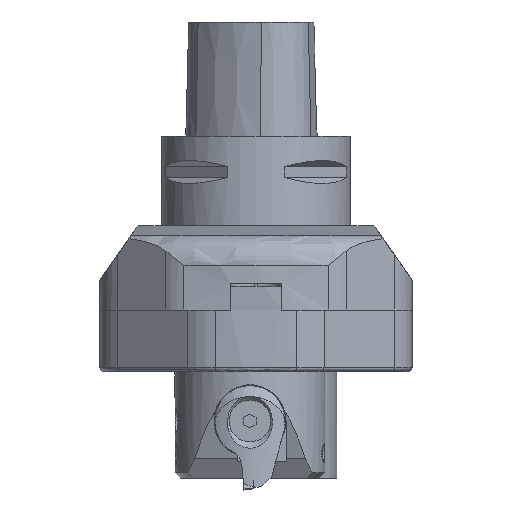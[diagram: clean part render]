
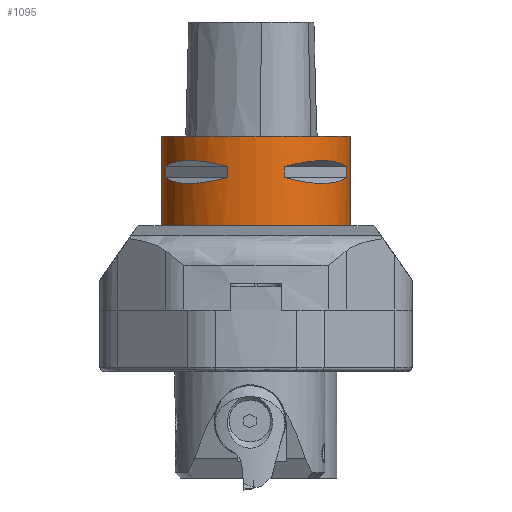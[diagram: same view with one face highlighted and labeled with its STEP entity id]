
A CAD part, left-side view. The second image highlights one B-rep face of the part: STEP entity #1095.
In plain terms, the highlighted cylindrical face has radius 31.5 mm (diameter 63 mm), a full revolution.
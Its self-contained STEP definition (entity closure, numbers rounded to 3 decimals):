
#1095=ADVANCED_FACE('',(#3268,#3269,#3270,#3271,#3272,#3273),#1555,.T.);
#1555=CYLINDRICAL_SURFACE('',#8767,31.5);
#1628=ELLIPSE('',#8758,36.373,31.5);
#1629=ELLIPSE('',#8759,36.373,31.5);
#1630=ELLIPSE('',#8760,36.373,31.5);
#1631=ELLIPSE('',#8761,36.373,31.5);
#1632=ELLIPSE('',#8763,36.373,31.5);
#1633=ELLIPSE('',#8764,36.373,31.5);
#1634=ELLIPSE('',#8765,36.373,31.5);
#1635=ELLIPSE('',#8766,36.373,31.5);
#1662=LINE('',#12035,#2465);
#1663=LINE('',#12040,#2466);
#1664=LINE('',#12043,#2467);
#1665=LINE('',#12048,#2468);
#1666=LINE('',#12053,#2469);
#1667=LINE('',#12058,#2470);
#1668=LINE('',#12061,#2471);
#1669=LINE('',#12066,#2472);
#2465=VECTOR('',#9587,1.);
#2466=VECTOR('',#9590,1.);
#2467=VECTOR('',#9593,1.);
#2468=VECTOR('',#9596,1.);
#2469=VECTOR('',#9601,1.);
#2470=VECTOR('',#9604,1.);
#2471=VECTOR('',#9607,1.);
#2472=VECTOR('',#9610,1.);
#3268=FACE_BOUND('',#3382,.T.);
#3269=FACE_BOUND('',#3383,.T.);
#3270=FACE_BOUND('',#3384,.T.);
#3271=FACE_BOUND('',#3385,.T.);
#3272=FACE_BOUND('',#3386,.T.);
#3273=FACE_BOUND('',#3387,.T.);
#3382=EDGE_LOOP('',(#3903));
#3383=EDGE_LOOP('',(#3904,#3905,#3906,#3907));
#3384=EDGE_LOOP('',(#3908,#3909,#3910,#3911));
#3385=EDGE_LOOP('',(#3912));
#3386=EDGE_LOOP('',(#3913,#3914,#3915,#3916));
#3387=EDGE_LOOP('',(#3917,#3918,#3919,#3920));
#3903=ORIENTED_EDGE('',*,*,#7077,.T.);
#3904=ORIENTED_EDGE('',*,*,#7078,.T.);
#3905=ORIENTED_EDGE('',*,*,#7079,.T.);
#3906=ORIENTED_EDGE('',*,*,#7080,.T.);
#3907=ORIENTED_EDGE('',*,*,#7081,.T.);
#3908=ORIENTED_EDGE('',*,*,#7082,.T.);
#3909=ORIENTED_EDGE('',*,*,#7083,.T.);
#3910=ORIENTED_EDGE('',*,*,#7084,.T.);
#3911=ORIENTED_EDGE('',*,*,#7085,.T.);
#3912=ORIENTED_EDGE('',*,*,#7086,.T.);
#3913=ORIENTED_EDGE('',*,*,#7087,.T.);
#3914=ORIENTED_EDGE('',*,*,#7088,.T.);
#3915=ORIENTED_EDGE('',*,*,#7089,.T.);
#3916=ORIENTED_EDGE('',*,*,#7090,.T.);
#3917=ORIENTED_EDGE('',*,*,#7091,.T.);
#3918=ORIENTED_EDGE('',*,*,#7092,.T.);
#3919=ORIENTED_EDGE('',*,*,#7093,.T.);
#3920=ORIENTED_EDGE('',*,*,#7094,.T.);
#6277=VERTEX_POINT('',#12034);
#6278=VERTEX_POINT('',#12036);
#6279=VERTEX_POINT('',#12037);
#6280=VERTEX_POINT('',#12039);
#6281=VERTEX_POINT('',#12041);
#6282=VERTEX_POINT('',#12044);
#6283=VERTEX_POINT('',#12045);
#6284=VERTEX_POINT('',#12047);
#6285=VERTEX_POINT('',#12049);
#6286=VERTEX_POINT('',#12052);
#6287=VERTEX_POINT('',#12054);
#6288=VERTEX_POINT('',#12055);
#6289=VERTEX_POINT('',#12057);
#6290=VERTEX_POINT('',#12059);
#6291=VERTEX_POINT('',#12062);
#6292=VERTEX_POINT('',#12063);
#6293=VERTEX_POINT('',#12065);
#6294=VERTEX_POINT('',#12067);
#7077=EDGE_CURVE('',#6277,#6277,#8264,.T.);
#7078=EDGE_CURVE('',#6278,#6279,#1662,.T.);
#7079=EDGE_CURVE('',#6279,#6280,#1628,.T.);
#7080=EDGE_CURVE('',#6280,#6281,#1663,.T.);
#7081=EDGE_CURVE('',#6281,#6278,#1629,.T.);
#7082=EDGE_CURVE('',#6282,#6283,#1664,.T.);
#7083=EDGE_CURVE('',#6283,#6284,#1630,.T.);
#7084=EDGE_CURVE('',#6284,#6285,#1665,.T.);
#7085=EDGE_CURVE('',#6285,#6282,#1631,.T.);
#7086=EDGE_CURVE('',#6286,#6286,#8265,.T.);
#7087=EDGE_CURVE('',#6287,#6288,#1666,.T.);
#7088=EDGE_CURVE('',#6288,#6289,#1632,.T.);
#7089=EDGE_CURVE('',#6289,#6290,#1667,.T.);
#7090=EDGE_CURVE('',#6290,#6287,#1633,.T.);
#7091=EDGE_CURVE('',#6291,#6292,#1668,.T.);
#7092=EDGE_CURVE('',#6292,#6293,#1634,.T.);
#7093=EDGE_CURVE('',#6293,#6294,#1669,.T.);
#7094=EDGE_CURVE('',#6294,#6291,#1635,.T.);
#8264=CIRCLE('',#8757,31.5);
#8265=CIRCLE('',#8762,31.5);
#8757=AXIS2_PLACEMENT_3D('',#12033,#9585,#9586);
#8758=AXIS2_PLACEMENT_3D('',#12038,#9588,#9589);
#8759=AXIS2_PLACEMENT_3D('',#12042,#9591,#9592);
#8760=AXIS2_PLACEMENT_3D('',#12046,#9594,#9595);
#8761=AXIS2_PLACEMENT_3D('',#12050,#9597,#9598);
#8762=AXIS2_PLACEMENT_3D('',#12051,#9599,#9600);
#8763=AXIS2_PLACEMENT_3D('',#12056,#9602,#9603);
#8764=AXIS2_PLACEMENT_3D('',#12060,#9605,#9606);
#8765=AXIS2_PLACEMENT_3D('',#12064,#9608,#9609);
#8766=AXIS2_PLACEMENT_3D('',#12068,#9611,#9612);
#8767=AXIS2_PLACEMENT_3D('',#12069,#9613,#9614);
#9585=DIRECTION('',(0.,0.,1.));
#9586=DIRECTION('',(-1.,0.,0.));
#9587=DIRECTION('',(0.,0.,1.));
#9588=DIRECTION('',(-0.354,-0.354,0.866));
#9589=DIRECTION('',(-0.612,-0.612,-0.5));
#9590=DIRECTION('',(0.,0.,-1.));
#9591=DIRECTION('',(-0.354,-0.354,-0.866));
#9592=DIRECTION('',(0.612,0.612,-0.5));
#9593=DIRECTION('',(0.,0.,1.));
#9594=DIRECTION('',(0.354,0.354,0.866));
#9595=DIRECTION('',(0.612,0.612,-0.5));
#9596=DIRECTION('',(0.,0.,-1.));
#9597=DIRECTION('',(0.354,0.354,-0.866));
#9598=DIRECTION('',(-0.612,-0.612,-0.5));
#9599=DIRECTION('',(0.,0.,-1.));
#9600=DIRECTION('',(-1.,0.,0.));
#9601=DIRECTION('',(0.,0.,1.));
#9602=DIRECTION('',(0.354,-0.354,0.866));
#9603=DIRECTION('',(0.612,-0.612,-0.5));
#9604=DIRECTION('',(0.,0.,-1.));
#9605=DIRECTION('',(0.354,-0.354,-0.866));
#9606=DIRECTION('',(-0.612,0.612,-0.5));
#9607=DIRECTION('',(0.,0.,1.));
#9608=DIRECTION('',(-0.354,0.354,0.866));
#9609=DIRECTION('',(-0.612,0.612,-0.5));
#9610=DIRECTION('',(0.,0.,-1.));
#9611=DIRECTION('',(-0.354,0.354,-0.866));
#9612=DIRECTION('',(0.612,-0.612,-0.5));
#9613=DIRECTION('',(0.,0.,-1.));
#9614=DIRECTION('',(1.,0.,0.));
#12033=CARTESIAN_POINT('',(0.,0.,-29.9));
#12034=CARTESIAN_POINT('',(-31.5,0.,-29.9));
#12035=CARTESIAN_POINT('',(30.081,9.349,0.));
#12036=CARTESIAN_POINT('',(30.081,9.349,-13.75));
#12037=CARTESIAN_POINT('',(30.081,9.349,-10.25));
#12038=CARTESIAN_POINT('',(0.,0.,-26.347));
#12039=CARTESIAN_POINT('',(9.349,30.081,-10.25));
#12040=CARTESIAN_POINT('',(9.349,30.081,0.));
#12041=CARTESIAN_POINT('',(9.349,30.081,-13.75));
#12042=CARTESIAN_POINT('',(0.,0.,2.347));
#12043=CARTESIAN_POINT('',(-30.081,-9.349,0.));
#12044=CARTESIAN_POINT('',(-30.081,-9.349,-13.75));
#12045=CARTESIAN_POINT('',(-30.081,-9.349,-10.25));
#12046=CARTESIAN_POINT('',(0.,0.,-26.347));
#12047=CARTESIAN_POINT('',(-9.349,-30.081,-10.25));
#12048=CARTESIAN_POINT('',(-9.349,-30.081,0.));
#12049=CARTESIAN_POINT('',(-9.349,-30.081,-13.75));
#12050=CARTESIAN_POINT('',(0.,0.,2.347));
#12051=CARTESIAN_POINT('',(0.,0.,0.));
#12052=CARTESIAN_POINT('',(-31.5,0.,0.));
#12053=CARTESIAN_POINT('',(-9.349,30.081,0.));
#12054=CARTESIAN_POINT('',(-9.349,30.081,-13.75));
#12055=CARTESIAN_POINT('',(-9.349,30.081,-10.25));
#12056=CARTESIAN_POINT('',(0.,0.,-26.347));
#12057=CARTESIAN_POINT('',(-30.081,9.349,-10.25));
#12058=CARTESIAN_POINT('',(-30.081,9.349,0.));
#12059=CARTESIAN_POINT('',(-30.081,9.349,-13.75));
#12060=CARTESIAN_POINT('',(0.,0.,2.347));
#12061=CARTESIAN_POINT('',(9.349,-30.081,0.));
#12062=CARTESIAN_POINT('',(9.349,-30.081,-13.75));
#12063=CARTESIAN_POINT('',(9.349,-30.081,-10.25));
#12064=CARTESIAN_POINT('',(0.,0.,-26.347));
#12065=CARTESIAN_POINT('',(30.081,-9.349,-10.25));
#12066=CARTESIAN_POINT('',(30.081,-9.349,0.));
#12067=CARTESIAN_POINT('',(30.081,-9.349,-13.75));
#12068=CARTESIAN_POINT('',(0.,0.,2.347));
#12069=CARTESIAN_POINT('',(0.,0.,-11.));
